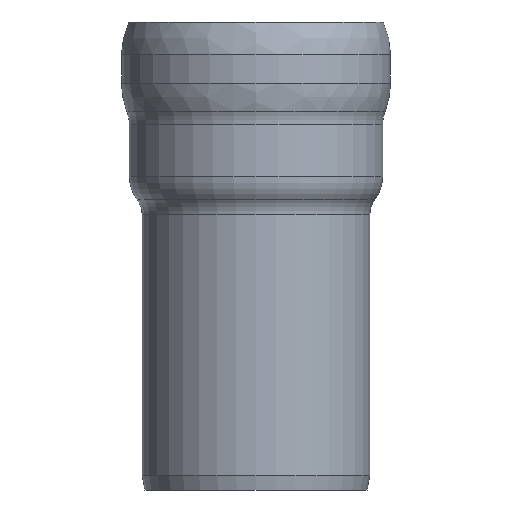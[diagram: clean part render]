
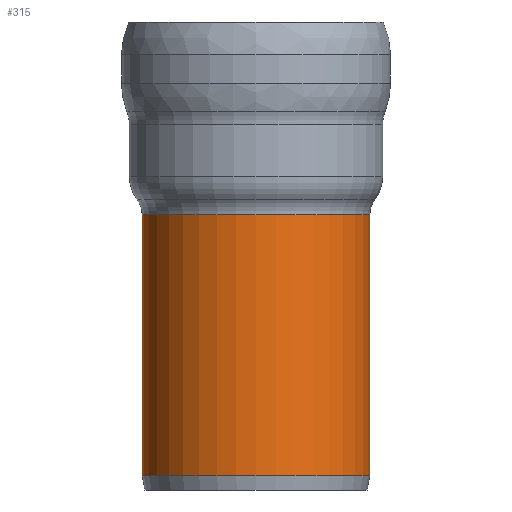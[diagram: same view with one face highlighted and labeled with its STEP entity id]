
A CAD part, front view. The second image highlights one B-rep face of the part: STEP entity #315.
In plain terms, the highlighted cylindrical face has radius 365 mm (diameter 730 mm), a full revolution.
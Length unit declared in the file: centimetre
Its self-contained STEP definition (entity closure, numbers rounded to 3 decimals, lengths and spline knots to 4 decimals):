
#26=LINE('',#629,#34);
#34=VECTOR('',#444,36.5);
#42=CYLINDRICAL_SURFACE('',#355,36.5);
#61=FACE_OUTER_BOUND('',#82,.T.);
#82=EDGE_LOOP('',(#253,#254,#255,#256,#257));
#115=CIRCLE('',#353,36.5);
#116=CIRCLE('',#354,36.5);
#117=CIRCLE('',#356,36.5);
#147=VERTEX_POINT('',#621);
#148=VERTEX_POINT('',#623);
#149=VERTEX_POINT('',#627);
#185=EDGE_CURVE('',#148,#147,#115,.T.);
#186=EDGE_CURVE('',#147,#148,#116,.T.);
#187=EDGE_CURVE('',#149,#149,#117,.T.);
#188=EDGE_CURVE('',#149,#148,#26,.T.);
#253=ORIENTED_EDGE('',*,*,#187,.F.);
#254=ORIENTED_EDGE('',*,*,#188,.T.);
#255=ORIENTED_EDGE('',*,*,#185,.T.);
#256=ORIENTED_EDGE('',*,*,#186,.T.);
#257=ORIENTED_EDGE('',*,*,#188,.F.);
#315=ADVANCED_FACE('',(#61),#42,.T.);
#353=AXIS2_PLACEMENT_3D('',#624,#436,#437);
#354=AXIS2_PLACEMENT_3D('',#625,#438,#439);
#355=AXIS2_PLACEMENT_3D('',#626,#440,#441);
#356=AXIS2_PLACEMENT_3D('',#628,#442,#443);
#436=DIRECTION('center_axis',(0.,0.,-1.));
#437=DIRECTION('ref_axis',(1.,0.,0.));
#438=DIRECTION('center_axis',(0.,0.,-1.));
#439=DIRECTION('ref_axis',(1.,0.,0.));
#440=DIRECTION('center_axis',(0.,0.,-1.));
#441=DIRECTION('ref_axis',(-1.,0.,0.));
#442=DIRECTION('center_axis',(0.,0.,-1.));
#443=DIRECTION('ref_axis',(1.,0.,0.));
#444=DIRECTION('',(0.,0.,1.));
#621=CARTESIAN_POINT('',(394.4006,171.8733,-12.1322));
#623=CARTESIAN_POINT('',(430.9006,208.3733,-12.1322));
#624=CARTESIAN_POINT('Origin',(394.4006,208.3733,-12.1322));
#625=CARTESIAN_POINT('Origin',(394.4006,208.3733,-12.1322));
#626=CARTESIAN_POINT('Origin',(394.4006,208.3733,-53.9385));
#627=CARTESIAN_POINT('',(430.9006,208.3733,-95.7448));
#628=CARTESIAN_POINT('Origin',(394.4006,208.3733,-95.7448));
#629=CARTESIAN_POINT('',(430.9006,208.3733,-53.9385));
